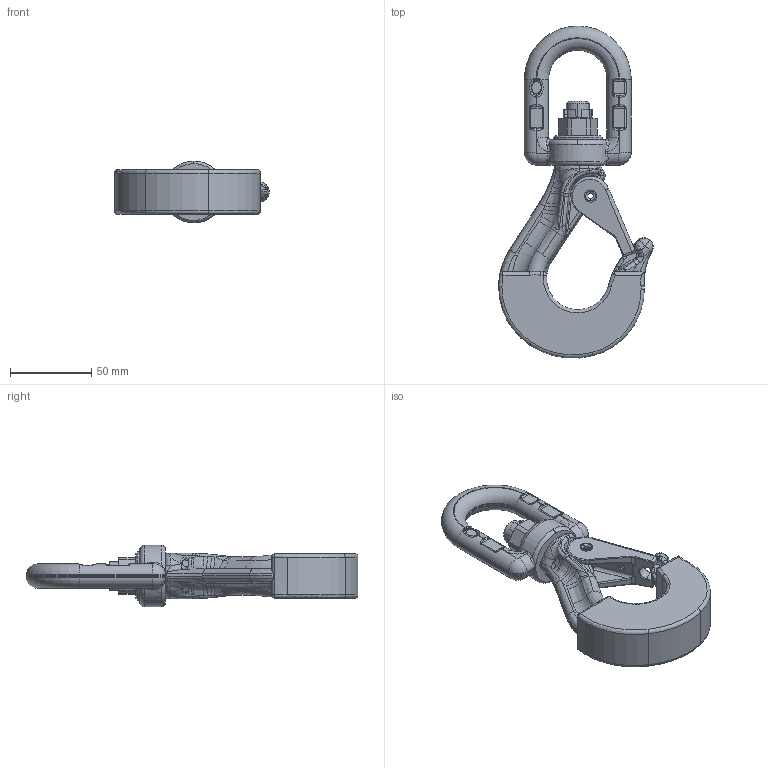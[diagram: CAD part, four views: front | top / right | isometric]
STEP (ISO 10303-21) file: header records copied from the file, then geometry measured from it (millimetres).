
FILE_DESCRIPTION (( 'STEP AP203' ), '1' );
FILE_NAME ('20240919_WHS 7-8.STEP', '2024-09-30T12:09:19', ( '' ), ( '' ), 'SwSTEP 2.0', 'SolidWorks 2024', '' );
FILE_SCHEMA (( 'CONFIG_CONTROL_DESIGN' ));
Length unit declared in the file: millimetre
Products named in the file (7): KronenmutterDIN935_Tabelle_M14; 20240919_WHS 7-8; Buegel7_bearbeitet; shs7_3D_import_Standard<Wie bearbeitet>; hohlniet; SHS-Gleitscheibe_Tabelle_NG08 (30x17x2,75); SikaSchnepper1Riffel
Assembly tree (6 placements, depth 2):
  20240919_WHS 7-8
    shs7_3D_import_Standard<Wie bearbeitet>
    Buegel7_bearbeitet
    KronenmutterDIN935_Tabelle_M14
    SHS-Gleitscheibe_Tabelle_NG08 (30x17x2,75)
    SikaSchnepper1Riffel
    hohlniet
Bounding box: 95.39 x 204.73 x 38 mm (x, y, z)
Volume: 189033.8 mm3; surface area: 44723.6 mm2
Topology: 6 solids, 6 shells, 883 faces, 2142 edges, 1263 vertices
Faces by surface type: bspline 399, cylinder 159, plane 135, cone 100, torus 85, sphere 5
Entity records: 108649 total; most frequent: CARTESIAN_POINT 90638, ORIENTED_EDGE 4240, DIRECTION 2669, EDGE_CURVE 2120, VERTEX_POINT 1263, AXIS2_PLACEMENT_3D 1093, B_SPLINE_CURVE_WITH_KNOTS 924, EDGE_LOOP 913
